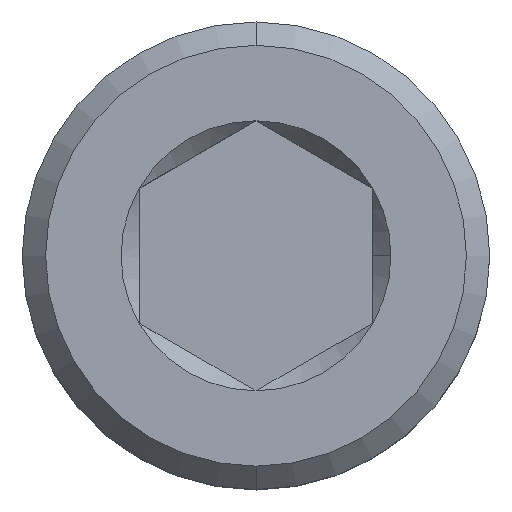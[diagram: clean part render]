
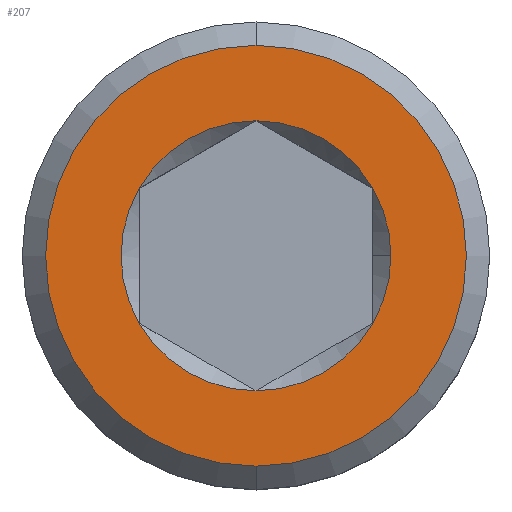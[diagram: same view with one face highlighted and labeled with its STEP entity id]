
A CAD part, top view. The second image highlights one B-rep face of the part: STEP entity #207.
In plain terms, the highlighted planar face has unit normal (0, 0, 1).
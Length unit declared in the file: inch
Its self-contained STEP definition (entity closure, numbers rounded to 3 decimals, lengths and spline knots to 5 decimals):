
#8 = CARTESIAN_POINT ( 'NONE',  ( -0.07813, 0.04511, 0.19 ) ) ;
#10 = AXIS2_PLACEMENT_3D ( 'NONE', #202, #73, #317 ) ;
#27 = CARTESIAN_POINT ( 'NONE',  ( 0., 0., 0.19 ) ) ;
#41 = CARTESIAN_POINT ( 'NONE',  ( 0., 0., 0.19 ) ) ;
#43 = EDGE_CURVE ( 'NONE', #70, #53, #420, .T. ) ;
#48 = DIRECTION ( 'NONE',  ( 1., 0., 0. ) ) ;
#51 = ORIENTED_EDGE ( 'NONE', *, *, #795, .T. ) ;
#52 = AXIS2_PLACEMENT_3D ( 'NONE', #67, #557, #371 ) ;
#53 = VERTEX_POINT ( 'NONE', #147 ) ;
#67 = CARTESIAN_POINT ( 'NONE',  ( 0., 0., 0.19 ) ) ;
#70 = VERTEX_POINT ( 'NONE', #8 ) ;
#72 = EDGE_CURVE ( 'NONE', #53, #90, #344, .T. ) ;
#73 = DIRECTION ( 'NONE',  ( 0., 0., 1. ) ) ;
#77 = CARTESIAN_POINT ( 'NONE',  ( 0.07813, -0.04511, 0.19 ) ) ;
#79 = DIRECTION ( 'NONE',  ( 0., 0., 1. ) ) ;
#90 = VERTEX_POINT ( 'NONE', #271 ) ;
#97 = PLANE ( 'NONE',  #203 ) ;
#101 = CARTESIAN_POINT ( 'NONE',  ( 0.09021, 0., 0.19 ) ) ;
#133 = EDGE_CURVE ( 'NONE', #592, #739, #245, .T. ) ;
#136 = DIRECTION ( 'NONE',  ( 0., 1., 0. ) ) ;
#147 = CARTESIAN_POINT ( 'NONE',  ( -0.07812, -0.04511, 0.19 ) ) ;
#159 = ORIENTED_EDGE ( 'NONE', *, *, #297, .F. ) ;
#162 = CARTESIAN_POINT ( 'NONE',  ( 0., 0.14062, 0.19 ) ) ;
#194 = AXIS2_PLACEMENT_3D ( 'NONE', #382, #79, #564 ) ;
#202 = CARTESIAN_POINT ( 'NONE',  ( 0., 0., 0.19 ) ) ;
#203 = AXIS2_PLACEMENT_3D ( 'NONE', #162, #791, #136 ) ;
#207 = ADVANCED_FACE ( 'NONE', ( #290, #489 ), #97, .F. ) ;
#212 = ORIENTED_EDGE ( 'NONE', *, *, #482, .F. ) ;
#214 = ORIENTED_EDGE ( 'NONE', *, *, #43, .F. ) ;
#216 = DIRECTION ( 'NONE',  ( 1., 0., 0. ) ) ;
#228 = ORIENTED_EDGE ( 'NONE', *, *, #133, .F. ) ;
#235 = DIRECTION ( 'NONE',  ( 0., 0., 1. ) ) ;
#236 = CIRCLE ( 'NONE', #396, 0.09021 ) ;
#245 = CIRCLE ( 'NONE', #596, 0.09021 ) ;
#270 = CIRCLE ( 'NONE', #655, 0.14062 ) ;
#271 = CARTESIAN_POINT ( 'NONE',  ( 0., -0.09021, 0.19 ) ) ;
#285 = CARTESIAN_POINT ( 'NONE',  ( 0., -0.14063, 0.19 ) ) ;
#290 = FACE_BOUND ( 'NONE', #403, .T. ) ;
#291 = CARTESIAN_POINT ( 'NONE',  ( 0., 0., 0.19 ) ) ;
#293 = EDGE_CURVE ( 'NONE', #357, #609, #270, .T. ) ;
#297 = EDGE_CURVE ( 'NONE', #552, #592, #306, .T. ) ;
#306 = CIRCLE ( 'NONE', #638, 0.09021 ) ;
#317 = DIRECTION ( 'NONE',  ( 1., 0., 0. ) ) ;
#327 = CARTESIAN_POINT ( 'NONE',  ( 0., 0., 0.19 ) ) ;
#330 = DIRECTION ( 'NONE',  ( 0., -1., 0. ) ) ;
#344 = CIRCLE ( 'NONE', #10, 0.09021 ) ;
#357 = VERTEX_POINT ( 'NONE', #285 ) ;
#360 = CARTESIAN_POINT ( 'NONE',  ( 0., 0.09021, 0.19 ) ) ;
#371 = DIRECTION ( 'NONE',  ( 0., -1., 0. ) ) ;
#382 = CARTESIAN_POINT ( 'NONE',  ( 0., 0., 0.19 ) ) ;
#383 = EDGE_CURVE ( 'NONE', #739, #70, #236, .T. ) ;
#396 = AXIS2_PLACEMENT_3D ( 'NONE', #27, #640, #763 ) ;
#403 = EDGE_LOOP ( 'NONE', ( #214, #709, #228, #159, #537, #212, #518 ) ) ;
#412 = DIRECTION ( 'NONE',  ( 0., 0., 1. ) ) ;
#420 = CIRCLE ( 'NONE', #194, 0.09021 ) ;
#451 = DIRECTION ( 'NONE',  ( 0., 0., 1. ) ) ;
#456 = CIRCLE ( 'NONE', #462, 0.09021 ) ;
#460 = CARTESIAN_POINT ( 'NONE',  ( 0., 0., 0.19 ) ) ;
#462 = AXIS2_PLACEMENT_3D ( 'NONE', #291, #235, #784 ) ;
#468 = EDGE_LOOP ( 'NONE', ( #51, #767 ) ) ;
#480 = CIRCLE ( 'NONE', #52, 0.14062 ) ;
#482 = EDGE_CURVE ( 'NONE', #90, #778, #456, .T. ) ;
#489 = FACE_OUTER_BOUND ( 'NONE', #468, .T. ) ;
#504 = EDGE_CURVE ( 'NONE', #778, #552, #703, .T. ) ;
#508 = DIRECTION ( 'NONE',  ( 1., 0., 0. ) ) ;
#518 = ORIENTED_EDGE ( 'NONE', *, *, #72, .F. ) ;
#533 = AXIS2_PLACEMENT_3D ( 'NONE', #41, #412, #48 ) ;
#537 = ORIENTED_EDGE ( 'NONE', *, *, #504, .F. ) ;
#552 = VERTEX_POINT ( 'NONE', #101 ) ;
#557 = DIRECTION ( 'NONE',  ( 0., 0., 1. ) ) ;
#564 = DIRECTION ( 'NONE',  ( 1., 0., 0. ) ) ;
#569 = CARTESIAN_POINT ( 'NONE',  ( 0., 0., 0.19 ) ) ;
#572 = DIRECTION ( 'NONE',  ( 0., 0., 1. ) ) ;
#592 = VERTEX_POINT ( 'NONE', #604 ) ;
#596 = AXIS2_PLACEMENT_3D ( 'NONE', #460, #572, #216 ) ;
#604 = CARTESIAN_POINT ( 'NONE',  ( 0.07812, 0.04511, 0.19 ) ) ;
#609 = VERTEX_POINT ( 'NONE', #667 ) ;
#632 = DIRECTION ( 'NONE',  ( 0., 0., 1. ) ) ;
#638 = AXIS2_PLACEMENT_3D ( 'NONE', #327, #451, #508 ) ;
#640 = DIRECTION ( 'NONE',  ( 0., 0., 1. ) ) ;
#655 = AXIS2_PLACEMENT_3D ( 'NONE', #569, #632, #330 ) ;
#667 = CARTESIAN_POINT ( 'NONE',  ( 0., 0.14062, 0.19 ) ) ;
#703 = CIRCLE ( 'NONE', #533, 0.09021 ) ;
#709 = ORIENTED_EDGE ( 'NONE', *, *, #383, .F. ) ;
#739 = VERTEX_POINT ( 'NONE', #360 ) ;
#763 = DIRECTION ( 'NONE',  ( 1., 0., 0. ) ) ;
#767 = ORIENTED_EDGE ( 'NONE', *, *, #293, .T. ) ;
#778 = VERTEX_POINT ( 'NONE', #77 ) ;
#784 = DIRECTION ( 'NONE',  ( 1., 0., 0. ) ) ;
#791 = DIRECTION ( 'NONE',  ( 0., 0., -1. ) ) ;
#795 = EDGE_CURVE ( 'NONE', #609, #357, #480, .T. ) ;
